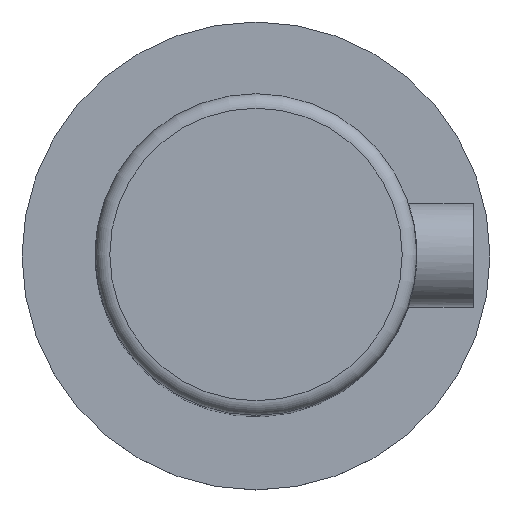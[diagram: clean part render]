
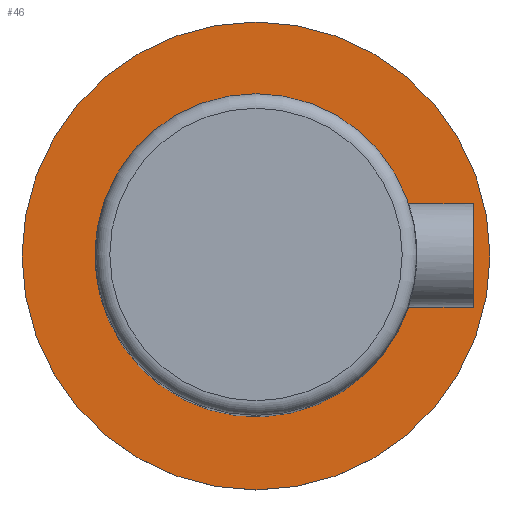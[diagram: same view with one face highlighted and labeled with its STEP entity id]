
A CAD part, top view. The second image highlights one B-rep face of the part: STEP entity #46.
In plain terms, the highlighted planar face has unit normal (0, 0, 1).
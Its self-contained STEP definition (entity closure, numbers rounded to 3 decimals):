
#46 = ADVANCED_FACE( '', ( #100, #101 ), #102, .T. );
#100 = FACE_OUTER_BOUND( '', #161, .T. );
#101 = FACE_BOUND( '', #162, .T. );
#102 = PLANE( '', #163 );
#161 = EDGE_LOOP( '', ( #228 ) );
#162 = EDGE_LOOP( '', ( #229, #230, #231, #232 ) );
#163 = AXIS2_PLACEMENT_3D( '', #233, #234, #235 );
#228 = ORIENTED_EDGE( '', *, *, #341, .T. );
#229 = ORIENTED_EDGE( '', *, *, #342, .F. );
#230 = ORIENTED_EDGE( '', *, *, #343, .F. );
#231 = ORIENTED_EDGE( '', *, *, #344, .F. );
#232 = ORIENTED_EDGE( '', *, *, #345, .F. );
#233 = CARTESIAN_POINT( '', ( 16., 0., -28.75 ) );
#234 = DIRECTION( '', ( 0., 0., 1. ) );
#235 = DIRECTION( '', ( 1., 0., 0. ) );
#341 = EDGE_CURVE( '', #397, #397, #398, .T. );
#342 = EDGE_CURVE( '', #399, #400, #401, .T. );
#343 = EDGE_CURVE( '', #402, #399, #403, .T. );
#344 = EDGE_CURVE( '', #404, #402, #405, .T. );
#345 = EDGE_CURVE( '', #400, #404, #406, .T. );
#397 = VERTEX_POINT( '', #469 );
#398 = CIRCLE( '', #470, 16. );
#399 = VERTEX_POINT( '', #471 );
#400 = VERTEX_POINT( '', #472 );
#401 = LINE( '', #473, #474 );
#402 = VERTEX_POINT( '', #475 );
#403 = LINE( '', #476, #477 );
#404 = VERTEX_POINT( '', #478 );
#405 = CIRCLE( '', #479, 11. );
#406 = LINE( '', #480, #481 );
#469 = CARTESIAN_POINT( '', ( 16., 0., -28.75 ) );
#470 = AXIS2_PLACEMENT_3D( '', #576, #577, #578 );
#471 = CARTESIAN_POINT( '', ( 14.867, -3.5, -28.75 ) );
#472 = CARTESIAN_POINT( '', ( 14.867, 3.5, -28.75 ) );
#473 = CARTESIAN_POINT( '', ( 14.867, -3.5, -28.75 ) );
#474 = VECTOR( '', #579, 1000. );
#475 = CARTESIAN_POINT( '', ( 10.428, -3.5, -28.75 ) );
#476 = CARTESIAN_POINT( '', ( 9.367, -3.5, -28.75 ) );
#477 = VECTOR( '', #580, 1000. );
#478 = CARTESIAN_POINT( '', ( 10.428, 3.5, -28.75 ) );
#479 = AXIS2_PLACEMENT_3D( '', #581, #582, #583 );
#480 = CARTESIAN_POINT( '', ( 14.867, 3.5, -28.75 ) );
#481 = VECTOR( '', #584, 1000. );
#576 = CARTESIAN_POINT( '', ( 0., 0., -28.75 ) );
#577 = DIRECTION( '', ( 0., 0., 1. ) );
#578 = DIRECTION( '', ( 1., 0., 0. ) );
#579 = DIRECTION( '', ( 0., 1., 0. ) );
#580 = DIRECTION( '', ( 1., 0., 0. ) );
#581 = CARTESIAN_POINT( '', ( 0., 0., -28.75 ) );
#582 = DIRECTION( '', ( 0., 0., 1. ) );
#583 = DIRECTION( '', ( 1., 0., 0. ) );
#584 = DIRECTION( '', ( -1., 0., 0. ) );
